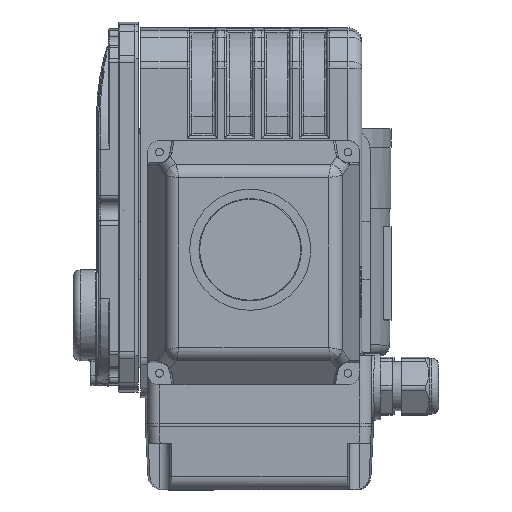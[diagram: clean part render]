
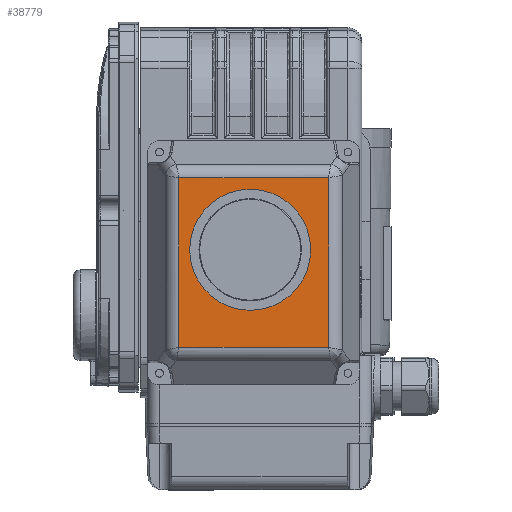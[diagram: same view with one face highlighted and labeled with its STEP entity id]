
A CAD part, top view. The second image highlights one B-rep face of the part: STEP entity #38779.
In plain terms, the highlighted face is planar.
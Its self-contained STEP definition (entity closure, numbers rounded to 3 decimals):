
#4299=LINE('',#73997,#7492);
#4301=LINE('',#74001,#7494);
#4312=LINE('',#74021,#7505);
#4314=LINE('',#74024,#7507);
#7492=VECTOR('',#52723,1000.);
#7494=VECTOR('',#52729,1000.);
#7505=VECTOR('',#52750,1000.);
#7507=VECTOR('',#52754,1000.);
#9519=CIRCLE('',#43654,26.);
#18340=ORIENTED_EDGE('',*,*,#25443,.F.);
#18341=ORIENTED_EDGE('',*,*,#25415,.T.);
#18342=ORIENTED_EDGE('',*,*,#25428,.F.);
#18343=ORIENTED_EDGE('',*,*,#25417,.F.);
#18344=ORIENTED_EDGE('',*,*,#25430,.T.);
#25415=EDGE_CURVE('',#29620,#29623,#4299,.T.);
#25417=EDGE_CURVE('',#29613,#29630,#4301,.T.);
#25428=EDGE_CURVE('',#29630,#29623,#4312,.T.);
#25430=EDGE_CURVE('',#29613,#29620,#4314,.T.);
#25443=EDGE_CURVE('',#29646,#29646,#9519,.T.);
#29613=VERTEX_POINT('',#73512);
#29620=VERTEX_POINT('',#73641);
#29623=VERTEX_POINT('',#73764);
#29630=VERTEX_POINT('',#73893);
#29646=VERTEX_POINT('',#74052);
#32552=EDGE_LOOP('',(#18340));
#32553=EDGE_LOOP('',(#18341,#18342,#18343,#18344));
#35284=FACE_BOUND('',#32552,.T.);
#35285=FACE_BOUND('',#32553,.T.);
#36854=PLANE('',#43653);
#38779=ADVANCED_FACE('',(#35284,#35285),#36854,.F.);
#43653=AXIS2_PLACEMENT_3D('',#74050,#52789,#52790);
#43654=AXIS2_PLACEMENT_3D('',#74051,#52791,#52792);
#52723=DIRECTION('',(-1.,0.,0.));
#52729=DIRECTION('',(-1.,0.,0.));
#52750=DIRECTION('',(0.,0.,-1.));
#52754=DIRECTION('',(0.,0.,-1.));
#52789=DIRECTION('',(0.,-1.,0.));
#52790=DIRECTION('',(0.,0.,-1.));
#52791=DIRECTION('',(0.,1.,0.));
#52792=DIRECTION('',(0.,0.,-1.));
#73512=CARTESIAN_POINT('',(36.47,39.5,32.188));
#73641=CARTESIAN_POINT('',(36.47,39.5,-32.188));
#73764=CARTESIAN_POINT('',(-36.47,39.5,-32.188));
#73893=CARTESIAN_POINT('',(-36.47,39.5,32.188));
#73997=CARTESIAN_POINT('',(75.,39.5,-32.188));
#74001=CARTESIAN_POINT('',(75.,39.5,32.188));
#74021=CARTESIAN_POINT('',(-36.47,39.5,75.));
#74024=CARTESIAN_POINT('',(36.47,39.5,75.));
#74050=CARTESIAN_POINT('',(-36.47,39.5,75.));
#74051=CARTESIAN_POINT('',(-5.5,39.5,1.5));
#74052=CARTESIAN_POINT('',(-5.5,39.5,-24.5));
